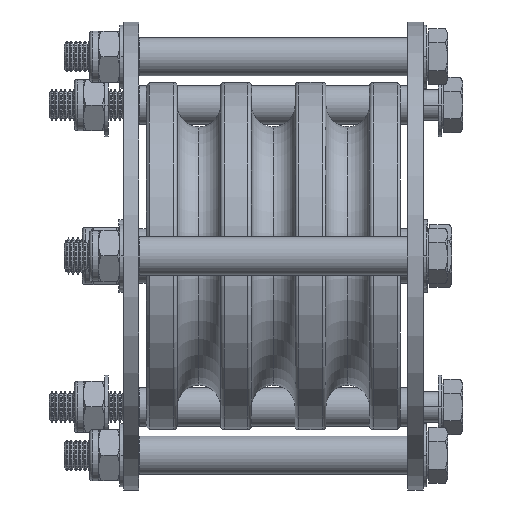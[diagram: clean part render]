
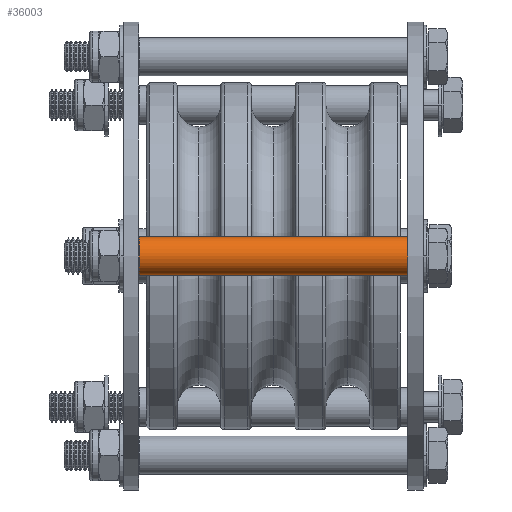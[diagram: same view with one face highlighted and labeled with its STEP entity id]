
A CAD part, front view. The second image highlights one B-rep face of the part: STEP entity #36003.
In plain terms, the highlighted cylindrical face has radius 6.35 mm (diameter 12.7 mm), a partial arc.
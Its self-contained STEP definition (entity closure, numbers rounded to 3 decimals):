
#6861 = CARTESIAN_POINT ( 'NONE',  ( -6.35, 0., 44.5 ) ) ;
#7180 = CARTESIAN_POINT ( 'NONE',  ( -6.35, 0., -44.5 ) ) ;
#9972 = CARTESIAN_POINT ( 'NONE',  ( 0., 0., -44.5 ) ) ;
#10205 = DIRECTION ( 'NONE',  ( -1., 0., 0. ) ) ;
#11366 = EDGE_CURVE ( 'NONE', #40605, #58677, #23239, .T. ) ;
#13002 = ORIENTED_EDGE ( 'NONE', *, *, #11366, .T. ) ;
#13129 = ORIENTED_EDGE ( 'NONE', *, *, #53445, .F. ) ;
#14510 = LINE ( 'NONE', #6861, #20830 ) ;
#14540 = DIRECTION ( 'NONE',  ( 0., 0., 1. ) ) ;
#16449 = LINE ( 'NONE', #27995, #32727 ) ;
#17393 = EDGE_CURVE ( 'NONE', #21856, #40605, #16449, .T. ) ;
#20028 = EDGE_LOOP ( 'NONE', ( #13129, #49723, #13002, #23138 ) ) ;
#20830 = VECTOR ( 'NONE', #39692, 1000. ) ;
#21856 = VERTEX_POINT ( 'NONE', #54501 ) ;
#21906 = CARTESIAN_POINT ( 'NONE',  ( 6.35, 0., -44.5 ) ) ;
#23138 = ORIENTED_EDGE ( 'NONE', *, *, #24684, .F. ) ;
#23239 = CIRCLE ( 'NONE', #23517, 6.35 ) ;
#23517 = AXIS2_PLACEMENT_3D ( 'NONE', #9972, #14540, #41624 ) ;
#24684 = EDGE_CURVE ( 'NONE', #41901, #58677, #14510, .T. ) ;
#26423 = CARTESIAN_POINT ( 'NONE',  ( 0., 0., 44.5 ) ) ;
#27995 = CARTESIAN_POINT ( 'NONE',  ( 6.35, 0., 44.5 ) ) ;
#30807 = CYLINDRICAL_SURFACE ( 'NONE', #51595, 6.35 ) ;
#32029 = AXIS2_PLACEMENT_3D ( 'NONE', #26423, #39718, #57492 ) ;
#32727 = VECTOR ( 'NONE', #41661, 1000. ) ;
#36003 = ADVANCED_FACE ( 'NONE', ( #44186 ), #30807, .T. ) ;
#39692 = DIRECTION ( 'NONE',  ( 0., 0., -1. ) ) ;
#39718 = DIRECTION ( 'NONE',  ( 0., 0., 1. ) ) ;
#40605 = VERTEX_POINT ( 'NONE', #21906 ) ;
#41249 = DIRECTION ( 'NONE',  ( 0., 0., -1. ) ) ;
#41624 = DIRECTION ( 'NONE',  ( 1., 0., 0. ) ) ;
#41661 = DIRECTION ( 'NONE',  ( 0., 0., -1. ) ) ;
#41901 = VERTEX_POINT ( 'NONE', #55760 ) ;
#44186 = FACE_OUTER_BOUND ( 'NONE', #20028, .T. ) ;
#45924 = CIRCLE ( 'NONE', #32029, 6.35 ) ;
#49723 = ORIENTED_EDGE ( 'NONE', *, *, #17393, .T. ) ;
#51595 = AXIS2_PLACEMENT_3D ( 'NONE', #55068, #41249, #10205 ) ;
#53445 = EDGE_CURVE ( 'NONE', #21856, #41901, #45924, .T. ) ;
#54501 = CARTESIAN_POINT ( 'NONE',  ( 6.35, 0., 44.5 ) ) ;
#55068 = CARTESIAN_POINT ( 'NONE',  ( 0., 0., 44.5 ) ) ;
#55760 = CARTESIAN_POINT ( 'NONE',  ( -6.35, 0., 44.5 ) ) ;
#57492 = DIRECTION ( 'NONE',  ( 1., 0., 0. ) ) ;
#58677 = VERTEX_POINT ( 'NONE', #7180 ) ;
